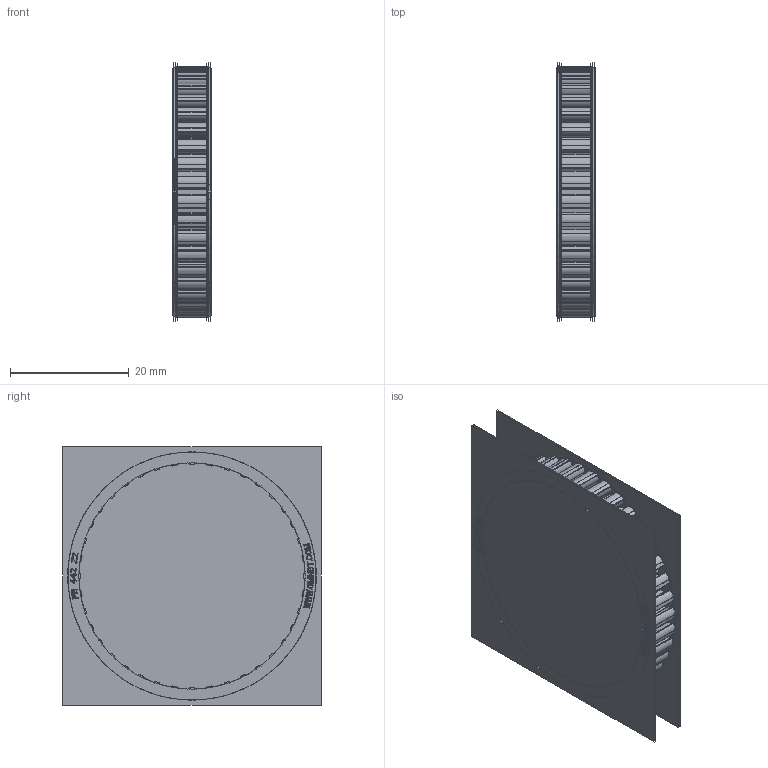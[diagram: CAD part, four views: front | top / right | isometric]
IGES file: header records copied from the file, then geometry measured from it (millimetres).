
Start section:  PTC IGES file: fe442z2.igs
Global section: file name: fe442z2.igs; native system: Creo Parametric by Parametric Technology Corporation; preprocessor: 2013150; author: sales 4; organization: Unknown; date: 20140324.141808; units: millimetre
Bounding box: 6.55 x 43.47 x 43.47 mm (x, y, z)
Volume: 1567 mm3; surface area: 50515.4 mm2
Topology: 41 solids, 41 shells, 3054 faces, 16384 edges, 20828 vertices
Faces by surface type: revolution 1608, bspline 1446
